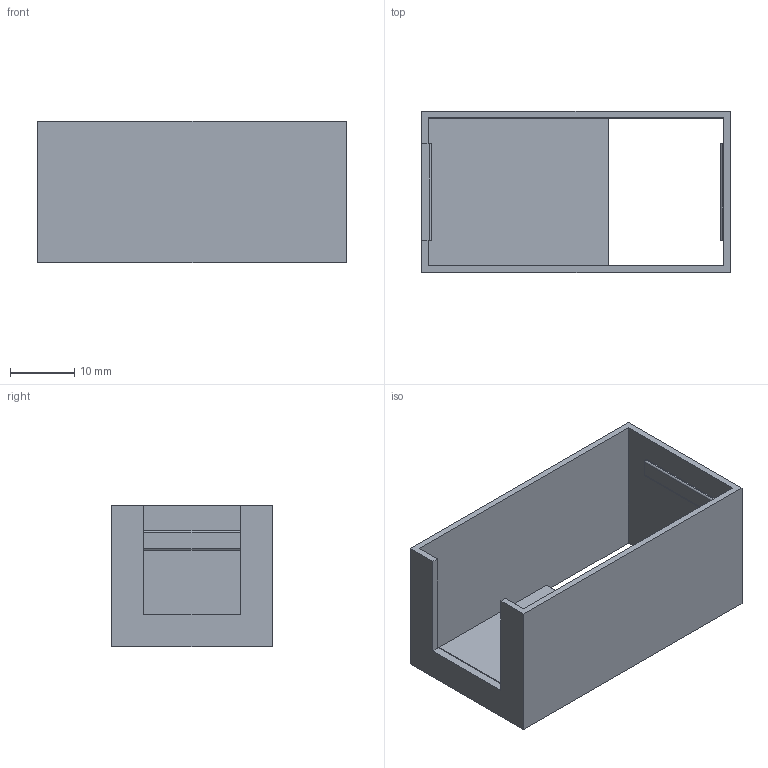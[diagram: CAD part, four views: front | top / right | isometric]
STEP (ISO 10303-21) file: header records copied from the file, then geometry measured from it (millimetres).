
FILE_DESCRIPTION(/* description */ (''),/* implementation_level */ '2;1');
FILE_NAME(/* name */ 'Din meter case v1.step',/* time_stamp */ '2024-04-14T22:21:19+09:00',/* author */ (''),/* organization */ (''),/* preprocessor_version */ 'ST-DEVELOPER v20',/* originating_system */ 'Autodesk Translation Framework v12.20.1.177',/* authorisation */ '');
FILE_SCHEMA (('AUTOMOTIVE_DESIGN { 1 0 10303 214 3 1 1 }'));
Length unit declared in the file: millimetre
Products named in the file (1): Din meter case
Bounding box: 48 x 25 x 22 mm (x, y, z)
Volume: 3549.3 mm3; surface area: 7315.1 mm2
Topology: 1 solids, 1 shells, 28 faces, 76 edges, 50 vertices
Faces by surface type: plane 24, cylinder 4
Entity records: 909 total; most frequent: CARTESIAN_POINT 155, ORIENTED_EDGE 152, DIRECTION 142, EDGE_CURVE 76, LINE 68, VECTOR 68, VERTEX_POINT 50, AXIS2_PLACEMENT_3D 37
